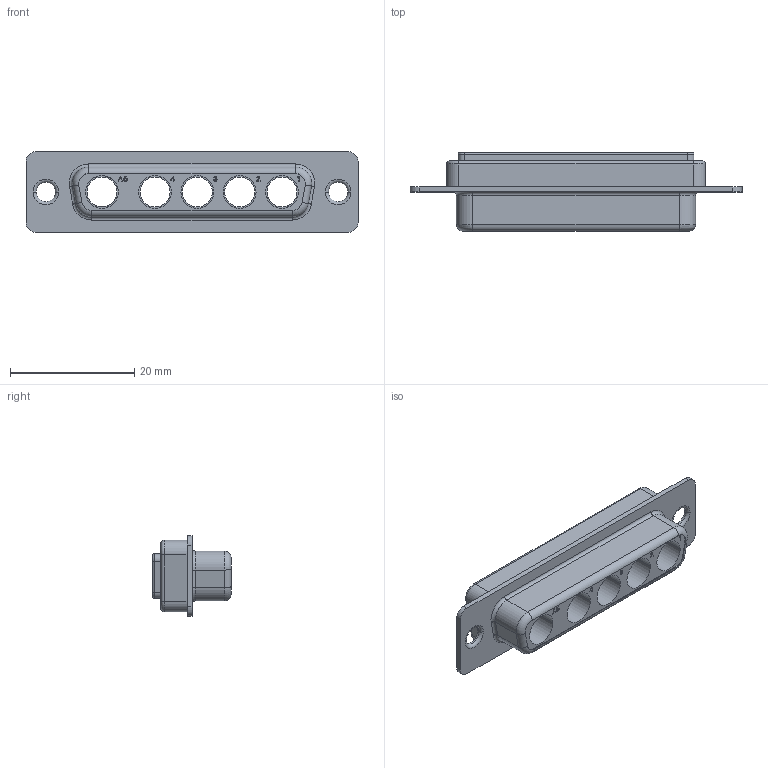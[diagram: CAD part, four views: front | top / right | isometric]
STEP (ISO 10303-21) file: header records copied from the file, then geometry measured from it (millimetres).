
FILE_DESCRIPTION(('Creo Elements/Direct Modeling STEP Export'),'2;1');
FILE_NAME('model.stp','2019-03-20T20:19:22',(''),(''),'Creo Elements/Direct Modeling STEP processor for AP214 (Solid Model)','Creo Elements/Direct Modeling 20.1A 29-Sep-2018 (C) Parametric Technology GmbH','');
FILE_SCHEMA(('AUTOMOTIVE_DESIGN { 1 0 10303 214 1 1 1 1 }'));
Length unit declared in the file: millimetre
Products named in the file (2): VS-25-BU-DSUB-5P
Assembly tree (1 placements, depth 2):
  VS-25-BU-DSUB-5P
    VS-25-BU-DSUB-5P
Bounding box: 53.42 x 12.6 x 12.93 mm (x, y, z)
Volume: 3397 mm3; surface area: 3284.8 mm2
Topology: 1 solids, 1 shells, 585 faces, 1651 edges, 1091 vertices
Faces by surface type: plane 505, cylinder 60, torus 20
Entity records: 23537 total; most frequent: CARTESIAN_POINT 3679, ORIENTED_EDGE 3302, DIRECTION 2872, EDGE_CURVE 1651, VECTOR 1494, LINE 1494, VERTEX_POINT 1091, AXIS2_PLACEMENT_3D 689
